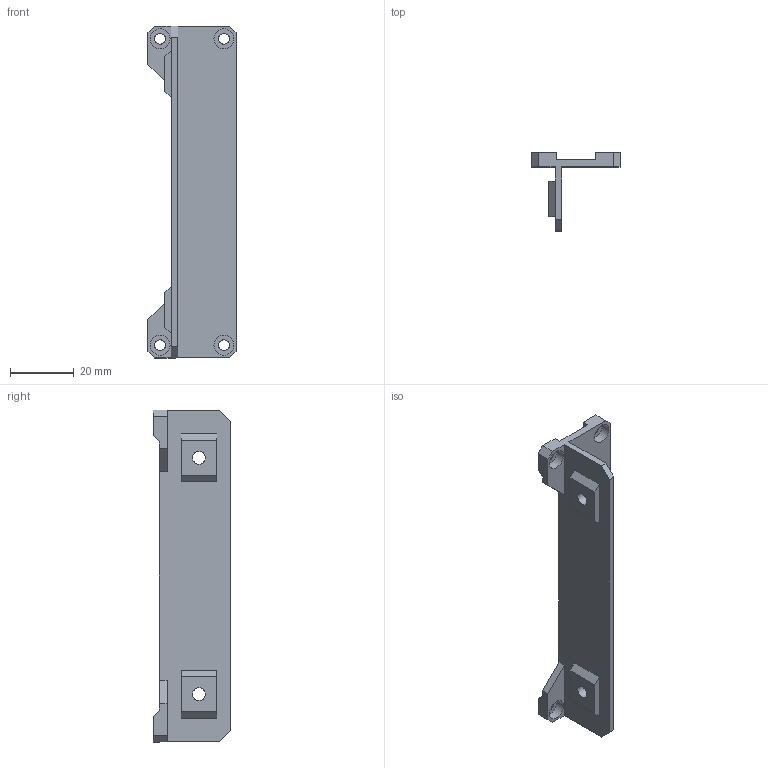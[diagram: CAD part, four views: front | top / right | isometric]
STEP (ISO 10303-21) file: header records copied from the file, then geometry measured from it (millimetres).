
FILE_DESCRIPTION(/* description */ (''),/* implementation_level */ '2;1');
FILE_NAME(/* name */ 'Baseplate 2020.step',/* time_stamp */ '2023-07-30T11:15:22+02:00',/* author */ (''),/* organization */ (''),/* preprocessor_version */ 'ST-DEVELOPER v20',/* originating_system */ 'Autodesk Translation Framework v12.9.0.99',/* authorisation */ '');
FILE_SCHEMA (('AUTOMOTIVE_DESIGN { 1 0 10303 214 3 1 1 }'));
Length unit declared in the file: millimetre
Products named in the file (1): Baseplate 2020
Bounding box: 27.6 x 24.36 x 104 mm (x, y, z)
Volume: 10301.6 mm3; surface area: 10133.8 mm2
Topology: 1 solids, 1 shells, 56 faces, 144 edges, 96 vertices
Faces by surface type: plane 46, cylinder 10
Full cylindrical faces by diameter (mm): 3.4 x4, 4 x2, 6.3 x4
Entity records: 1745 total; most frequent: CARTESIAN_POINT 297, ORIENTED_EDGE 288, DIRECTION 278, EDGE_CURVE 144, LINE 124, VECTOR 124, VERTEX_POINT 96, AXIS2_PLACEMENT_3D 77
